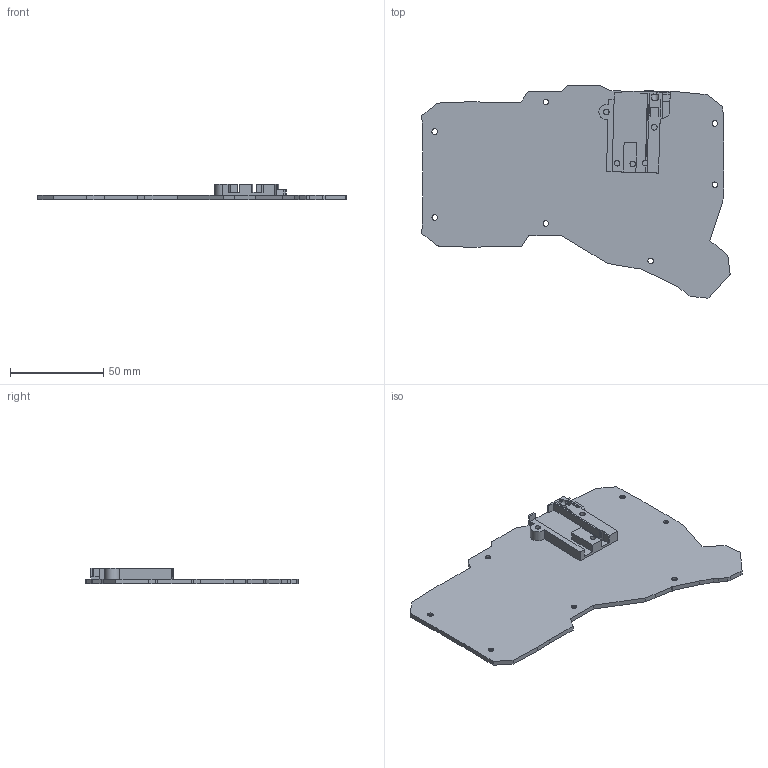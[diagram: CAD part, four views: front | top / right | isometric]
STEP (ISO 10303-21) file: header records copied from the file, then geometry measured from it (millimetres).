
FILE_DESCRIPTION(('STEP AP203'), '1');
FILE_NAME('left fixed plate and carret bottom', '2025-03-30T07:27:08', ('vireal'), (''), 'C3D Converter', 'C3D Toolkit', '');
FILE_SCHEMA(('CONFIG_CONTROL_DESIGN'));
Length unit declared in the file: millimetre
Products named in the file (3): left plat projection; Carret
Assembly tree (2 placements, depth 2):
  (unnamed)
    left plat projection
    Carret
Bounding box: 165.62 x 114.03 x 8.52 mm (x, y, z)
Volume: 39653.8 mm3; surface area: 34317.5 mm2
Topology: 4 solids, 4 shells, 156 faces, 439 edges, 290 vertices
Faces by surface type: plane 132, cylinder 17, cone 7
Full cylindrical faces by diameter (mm): 3 x12
Entity records: 5093 total; most frequent: CARTESIAN_POINT 871, ORIENTED_EDGE 840, DIRECTION 785, EDGE_CURVE 420, LINE 373, VECTOR 373, VERTEX_POINT 292, AXIS2_PLACEMENT_3D 206
